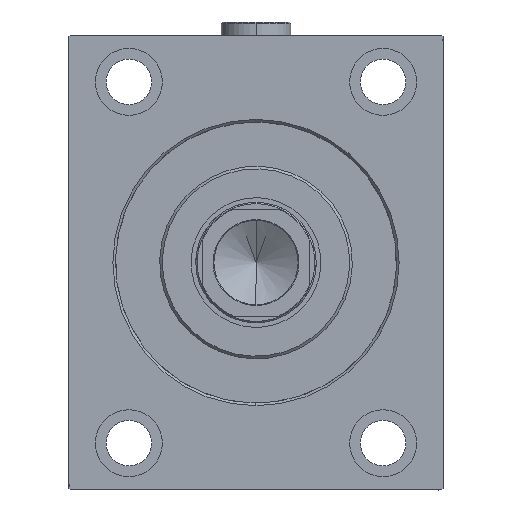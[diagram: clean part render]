
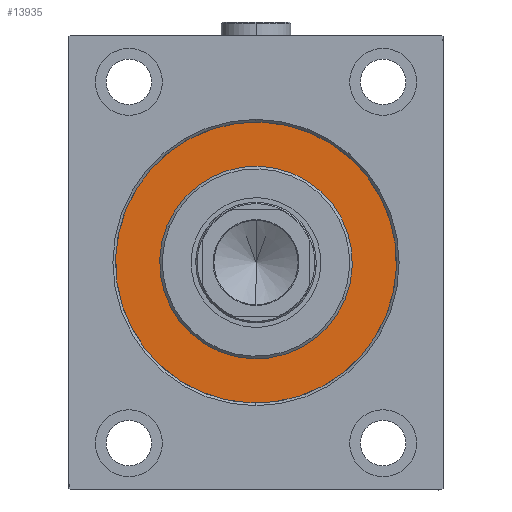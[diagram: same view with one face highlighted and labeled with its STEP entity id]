
A CAD part, left-side view. The second image highlights one B-rep face of the part: STEP entity #13935.
In plain terms, the highlighted face is planar.
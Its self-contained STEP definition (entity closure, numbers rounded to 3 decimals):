
#2980 = CARTESIAN_POINT ( 'NONE',  ( 0., 0., 0. ) ) ;
#4114 = DIRECTION ( 'NONE',  ( 0., 0., -1. ) ) ;
#5468 = DIRECTION ( 'NONE',  ( -1., 0., 0. ) ) ;
#8855 = EDGE_CURVE ( 'NONE', #36454, #21336, #26467, .T. ) ;
#8863 = EDGE_CURVE ( 'NONE', #32544, #33972, #44062, .T. ) ;
#9290 = EDGE_LOOP ( 'NONE', ( #25968, #36801 ) ) ;
#13935 = ADVANCED_FACE ( 'NONE', ( #16348, #30338 ), #44311, .F. ) ;
#14370 = AXIS2_PLACEMENT_3D ( 'NONE', #2980, #27746, #4114 ) ;
#15561 = DIRECTION ( 'NONE',  ( 1., 0., 0. ) ) ;
#15975 = ORIENTED_EDGE ( 'NONE', *, *, #23262, .F. ) ;
#16011 = CARTESIAN_POINT ( 'NONE',  ( 0., 0., 0. ) ) ;
#16052 = CIRCLE ( 'NONE', #43866, 52.5 ) ;
#16348 = FACE_BOUND ( 'NONE', #37750, .T. ) ;
#16457 = CARTESIAN_POINT ( 'NONE',  ( 0., 0., 0. ) ) ;
#16570 = DIRECTION ( 'NONE',  ( 0., 0., 1. ) ) ;
#18321 = ORIENTED_EDGE ( 'NONE', *, *, #8855, .F. ) ;
#19220 = DIRECTION ( 'NONE',  ( 0., 0., 1. ) ) ;
#21336 = VERTEX_POINT ( 'NONE', #43455 ) ;
#21990 = CARTESIAN_POINT ( 'NONE',  ( 0., 0., 0. ) ) ;
#22215 = DIRECTION ( 'NONE',  ( 0., 0., 1. ) ) ;
#22883 = DIRECTION ( 'NONE',  ( 0., 0., -1. ) ) ;
#23262 = EDGE_CURVE ( 'NONE', #21336, #36454, #34134, .T. ) ;
#23449 = CARTESIAN_POINT ( 'NONE',  ( 0., 0., -52.5 ) ) ;
#25968 = ORIENTED_EDGE ( 'NONE', *, *, #35923, .F. ) ;
#26467 = CIRCLE ( 'NONE', #41837, 36. ) ;
#26895 = DIRECTION ( 'NONE',  ( -1., 0., 0. ) ) ;
#27746 = DIRECTION ( 'NONE',  ( 1., 0., 0. ) ) ;
#30338 = FACE_OUTER_BOUND ( 'NONE', #9290, .T. ) ;
#30787 = CARTESIAN_POINT ( 'NONE',  ( 0., 0., 0. ) ) ;
#32544 = VERTEX_POINT ( 'NONE', #37550 ) ;
#33949 = AXIS2_PLACEMENT_3D ( 'NONE', #30787, #26895, #16570 ) ;
#33972 = VERTEX_POINT ( 'NONE', #23449 ) ;
#34134 = CIRCLE ( 'NONE', #14370, 36. ) ;
#35923 = EDGE_CURVE ( 'NONE', #33972, #32544, #16052, .T. ) ;
#36454 = VERTEX_POINT ( 'NONE', #38867 ) ;
#36801 = ORIENTED_EDGE ( 'NONE', *, *, #8863, .F. ) ;
#37550 = CARTESIAN_POINT ( 'NONE',  ( 0., 0., 52.5 ) ) ;
#37750 = EDGE_LOOP ( 'NONE', ( #18321, #15975 ) ) ;
#38867 = CARTESIAN_POINT ( 'NONE',  ( 0., 0., 36. ) ) ;
#39195 = DIRECTION ( 'NONE',  ( -1., 0., 0. ) ) ;
#39643 = AXIS2_PLACEMENT_3D ( 'NONE', #16457, #5468, #19220 ) ;
#41837 = AXIS2_PLACEMENT_3D ( 'NONE', #16011, #15561, #22883 ) ;
#43455 = CARTESIAN_POINT ( 'NONE',  ( 0., 0., -36. ) ) ;
#43866 = AXIS2_PLACEMENT_3D ( 'NONE', #21990, #39195, #22215 ) ;
#44062 = CIRCLE ( 'NONE', #39643, 52.5 ) ;
#44311 = PLANE ( 'NONE',  #33949 ) ;
